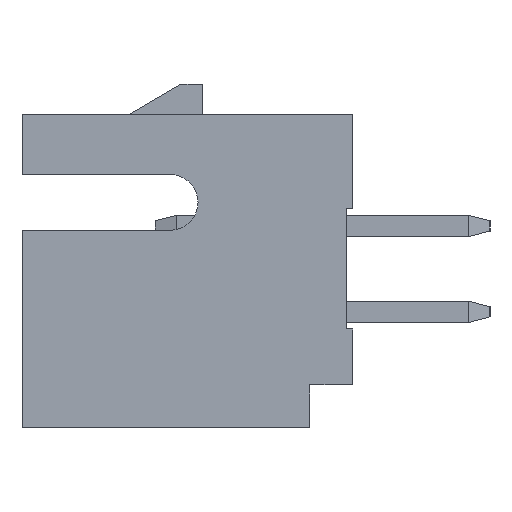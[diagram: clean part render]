
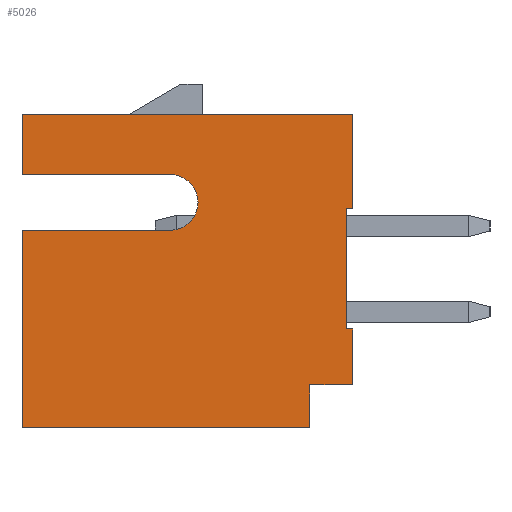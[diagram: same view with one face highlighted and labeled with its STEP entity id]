
A CAD part, left-side view. The second image highlights one B-rep face of the part: STEP entity #5026.
In plain terms, the highlighted planar face has unit normal (-1, 0, 0).
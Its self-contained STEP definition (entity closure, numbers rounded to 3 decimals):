
#5=DIRECTION('',(0.,0.,1.));
#6=VECTOR('',#5,1.3);
#7=CARTESIAN_POINT('',(-11.,0.,-2.65));
#8=LINE('',#7,#6);
#25=DIRECTION('',(0.,0.,1.));
#26=VECTOR('',#25,2.2);
#27=CARTESIAN_POINT('',(-11.,0.,1.45));
#28=LINE('',#27,#26);
#74=DIRECTION('',(0.,0.,1.));
#75=VECTOR('',#74,1.);
#76=CARTESIAN_POINT('',(-11.,1.,-3.65));
#77=LINE('',#76,#75);
#78=DIRECTION('',(0.,1.,0.));
#79=VECTOR('',#78,6.7);
#80=CARTESIAN_POINT('',(-11.,1.,-3.65));
#81=LINE('',#80,#79);
#82=DIRECTION('',(0.,-1.,0.));
#83=VECTOR('',#82,3.45);
#84=CARTESIAN_POINT('',(-11.,7.7,0.95));
#85=LINE('',#84,#83);
#86=CARTESIAN_POINT('',(-11.,4.25,1.6));
#87=DIRECTION('',(1.,0.,0.));
#88=DIRECTION('',(0.,0.,1.));
#89=AXIS2_PLACEMENT_3D('',#86,#87,#88);
#91=DIRECTION('',(0.,-1.,0.));
#92=VECTOR('',#91,3.45);
#93=CARTESIAN_POINT('',(-11.,7.7,2.25));
#94=LINE('',#93,#92);
#95=DIRECTION('',(0.,1.,0.));
#96=VECTOR('',#95,0.15);
#97=CARTESIAN_POINT('',(-11.,0.,1.45));
#98=LINE('',#97,#96);
#99=DIRECTION('',(0.,0.,1.));
#100=VECTOR('',#99,2.8);
#101=CARTESIAN_POINT('',(-11.,0.15,-1.35));
#102=LINE('',#101,#100);
#103=DIRECTION('',(0.,1.,0.));
#104=VECTOR('',#103,0.15);
#105=CARTESIAN_POINT('',(-11.,0.,-1.35));
#106=LINE('',#105,#104);
#107=DIRECTION('',(0.,1.,0.));
#108=VECTOR('',#107,1.);
#109=CARTESIAN_POINT('',(-11.,0.,-2.65));
#110=LINE('',#109,#108);
#195=DIRECTION('',(0.,0.,1.));
#196=VECTOR('',#195,4.6);
#197=CARTESIAN_POINT('',(-11.,7.7,-3.65));
#198=LINE('',#197,#196);
#223=DIRECTION('',(0.,0.,1.));
#224=VECTOR('',#223,1.4);
#225=CARTESIAN_POINT('',(-11.,7.7,2.25));
#226=LINE('',#225,#224);
#829=DIRECTION('',(0.,1.,0.));
#830=VECTOR('',#829,7.7);
#831=CARTESIAN_POINT('',(-11.,0.,3.65));
#832=LINE('',#831,#830);
#3761=CARTESIAN_POINT('',(-11.,0.,3.65));
#3763=VERTEX_POINT('',#3761);
#3765=CARTESIAN_POINT('',(-11.,7.7,3.65));
#3766=VERTEX_POINT('',#3765);
#3773=CARTESIAN_POINT('',(-11.,0.,-2.65));
#3775=VERTEX_POINT('',#3773);
#3777=CARTESIAN_POINT('',(-11.,1.,-3.65));
#3778=CARTESIAN_POINT('',(-11.,1.,-2.65));
#3779=VERTEX_POINT('',#3777);
#3780=VERTEX_POINT('',#3778);
#3781=CARTESIAN_POINT('',(-11.,7.7,2.25));
#3782=CARTESIAN_POINT('',(-11.,4.25,2.25));
#3783=VERTEX_POINT('',#3781);
#3784=VERTEX_POINT('',#3782);
#3785=CARTESIAN_POINT('',(-11.,7.7,0.95));
#3786=CARTESIAN_POINT('',(-11.,4.25,0.95));
#3787=VERTEX_POINT('',#3785);
#3788=VERTEX_POINT('',#3786);
#3801=CARTESIAN_POINT('',(-11.,0.,-1.35));
#3802=VERTEX_POINT('',#3801);
#3805=CARTESIAN_POINT('',(-11.,7.7,-3.65));
#3806=VERTEX_POINT('',#3805);
#3819=CARTESIAN_POINT('',(-11.,0.,1.45));
#3820=VERTEX_POINT('',#3819);
#3821=CARTESIAN_POINT('',(-11.,0.15,-1.35));
#3822=VERTEX_POINT('',#3821);
#3823=CARTESIAN_POINT('',(-11.,0.15,1.45));
#3824=VERTEX_POINT('',#3823);
#4995=CARTESIAN_POINT('',(-11.,0.,-3.65));
#4996=DIRECTION('',(-1.,0.,0.));
#4997=DIRECTION('',(0.,0.,1.));
#4998=AXIS2_PLACEMENT_3D('',#4995,#4996,#4997);
#4999=PLANE('',#4998);
#5000=ORIENTED_EDGE('',*,*,#4986,.F.);
#5002=ORIENTED_EDGE('',*,*,#5001,.T.);
#5004=ORIENTED_EDGE('',*,*,#5003,.T.);
#5006=ORIENTED_EDGE('',*,*,#5005,.T.);
#5008=ORIENTED_EDGE('',*,*,#5007,.F.);
#5010=ORIENTED_EDGE('',*,*,#5009,.F.);
#5012=ORIENTED_EDGE('',*,*,#5011,.T.);
#5014=ORIENTED_EDGE('',*,*,#5013,.F.);
#5015=ORIENTED_EDGE('',*,*,#4926,.F.);
#5017=ORIENTED_EDGE('',*,*,#5016,.T.);
#5019=ORIENTED_EDGE('',*,*,#5018,.F.);
#5021=ORIENTED_EDGE('',*,*,#5020,.F.);
#5022=ORIENTED_EDGE('',*,*,#4908,.F.);
#5023=ORIENTED_EDGE('',*,*,#4943,.T.);
#5024=EDGE_LOOP('',(#5000,#5002,#5004,#5006,#5008,#5010,#5012,#5014,#5015,#5017,
#5019,#5021,#5022,#5023));
#5025=FACE_OUTER_BOUND('',#5024,.F.);
#90=CIRCLE('',#89,0.65);
#4908=EDGE_CURVE('',#3775,#3802,#8,.T.);
#4926=EDGE_CURVE('',#3820,#3763,#28,.T.);
#4943=EDGE_CURVE('',#3775,#3780,#110,.T.);
#4986=EDGE_CURVE('',#3779,#3780,#77,.T.);
#5001=EDGE_CURVE('',#3779,#3806,#81,.T.);
#5003=EDGE_CURVE('',#3806,#3787,#198,.T.);
#5005=EDGE_CURVE('',#3787,#3788,#85,.T.);
#5007=EDGE_CURVE('',#3784,#3788,#90,.T.);
#5009=EDGE_CURVE('',#3783,#3784,#94,.T.);
#5011=EDGE_CURVE('',#3783,#3766,#226,.T.);
#5013=EDGE_CURVE('',#3763,#3766,#832,.T.);
#5016=EDGE_CURVE('',#3820,#3824,#98,.T.);
#5018=EDGE_CURVE('',#3822,#3824,#102,.T.);
#5020=EDGE_CURVE('',#3802,#3822,#106,.T.);
#5026=ADVANCED_FACE('',(#5025),#4999,.T.);
